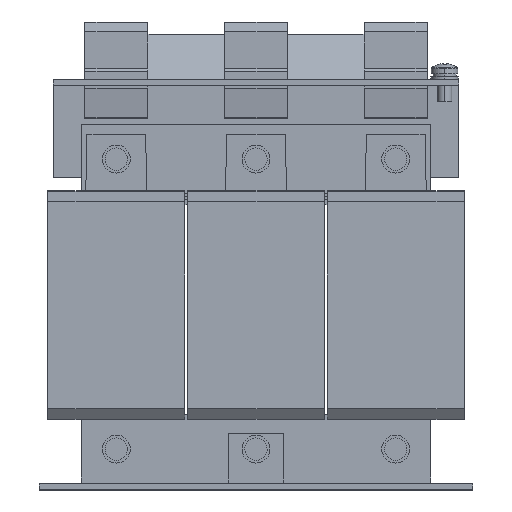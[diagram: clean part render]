
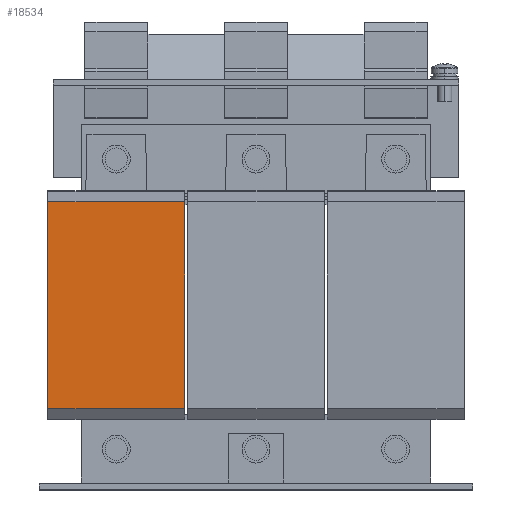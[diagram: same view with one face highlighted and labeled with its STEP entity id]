
A CAD part, top view. The second image highlights one B-rep face of the part: STEP entity #18534.
In plain terms, the highlighted planar face has unit normal (0, 0, 1).
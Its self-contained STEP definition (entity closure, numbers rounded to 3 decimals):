
#261 = EDGE_CURVE ( 'Defeature ausgef�hrt1_308+Defeature ausgef�hrt1_287+Defeature ausgef�hrt1_309+Defeature ausgef�hrt1_307', #16609, #18694, #4791, .T. ) ;
#2501 = PLANE ( 'NONE',  #8937 ) ;
#3446 = DIRECTION ( 'NONE',  ( 0., -1., 0. ) ) ;
#3757 = ORIENTED_EDGE ( 'NONE', *, *, #261, .T. ) ;
#4488 = EDGE_CURVE ( 'Defeature ausgef�hrt1_314+Defeature ausgef�hrt1_308+Defeature ausgef�hrt1_309+Defeature ausgef�hrt1_307', #18255, #10465, #19174, .T. ) ;
#4791 = LINE ( 'NONE', #8796, #9321 ) ;
#5360 = EDGE_CURVE ( 'Defeature ausgef�hrt1_308+Defeature ausgef�hrt1_309+Defeature ausgef�hrt1_314+Defeature ausgef�hrt1_287', #18255, #16609, #21423, .T. ) ;
#5540 = EDGE_CURVE ( 'Defeature ausgef�hrt1_307+Defeature ausgef�hrt1_308+Defeature ausgef�hrt1_314+Defeature ausgef�hrt1_287', #10465, #18694, #15222, .T. ) ;
#5666 = CARTESIAN_POINT ( 'NONE',  ( -25.5, 29., 36.5 ) ) ;
#6109 = DIRECTION ( 'NONE',  ( 0., 0., -1. ) ) ;
#6967 = ORIENTED_EDGE ( 'NONE', *, *, #5540, .F. ) ;
#7414 = DIRECTION ( 'NONE',  ( 0., -1., 0. ) ) ;
#8296 = CARTESIAN_POINT ( 'NONE',  ( -74.5, 29., 36.5 ) ) ;
#8796 = CARTESIAN_POINT ( 'NONE',  ( -74.5, 103., 36.5 ) ) ;
#8937 = AXIS2_PLACEMENT_3D ( 'NONE', #15246, #6109, #18756 ) ;
#9321 = VECTOR ( 'NONE', #3446, 1000. ) ;
#9423 = CARTESIAN_POINT ( 'NONE',  ( -25.5, 29., 36.5 ) ) ;
#9987 = FACE_OUTER_BOUND ( 'NONE', #23421, .T. ) ;
#10465 = VERTEX_POINT ( 'NONE', #5666 ) ;
#10476 = DIRECTION ( 'NONE',  ( -1., 0., 0. ) ) ;
#10867 = ORIENTED_EDGE ( 'NONE', *, *, #4488, .F. ) ;
#11542 = VECTOR ( 'NONE', #7414, 1000. ) ;
#14059 = ORIENTED_EDGE ( 'NONE', *, *, #5360, .T. ) ;
#14348 = VECTOR ( 'NONE', #14596, 1000. ) ;
#14596 = DIRECTION ( 'NONE',  ( -1., 0., 0. ) ) ;
#15222 = LINE ( 'NONE', #9423, #14348 ) ;
#15246 = CARTESIAN_POINT ( 'NONE',  ( -25.5, 103., 36.5 ) ) ;
#16609 = VERTEX_POINT ( 'NONE', #18570 ) ;
#18255 = VERTEX_POINT ( 'NONE', #19085 ) ;
#18534 = ADVANCED_FACE ( 'Defeature ausgef�hrt1_308', ( #9987 ), #2501, .F. ) ;
#18570 = CARTESIAN_POINT ( 'NONE',  ( -74.5, 103., 36.5 ) ) ;
#18694 = VERTEX_POINT ( 'NONE', #8296 ) ;
#18756 = DIRECTION ( 'NONE',  ( -1., 0., 0. ) ) ;
#19085 = CARTESIAN_POINT ( 'NONE',  ( -25.5, 103., 36.5 ) ) ;
#19174 = LINE ( 'NONE', #21841, #11542 ) ;
#21319 = CARTESIAN_POINT ( 'NONE',  ( -25.5, 103., 36.5 ) ) ;
#21423 = LINE ( 'NONE', #21319, #22823 ) ;
#21841 = CARTESIAN_POINT ( 'NONE',  ( -25.5, 103., 36.5 ) ) ;
#22823 = VECTOR ( 'NONE', #10476, 1000. ) ;
#23421 = EDGE_LOOP ( 'NONE', ( #3757, #6967, #10867, #14059 ) ) ;
